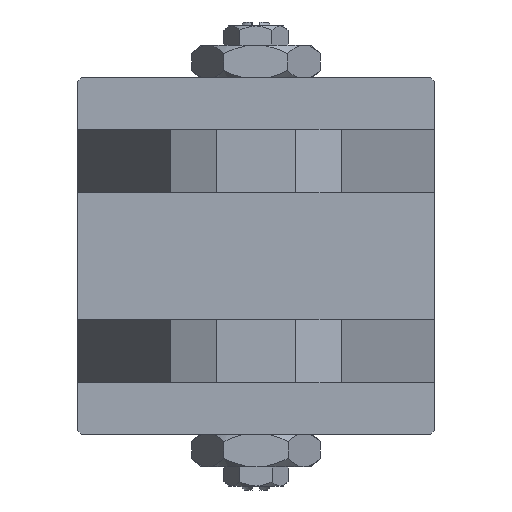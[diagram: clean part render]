
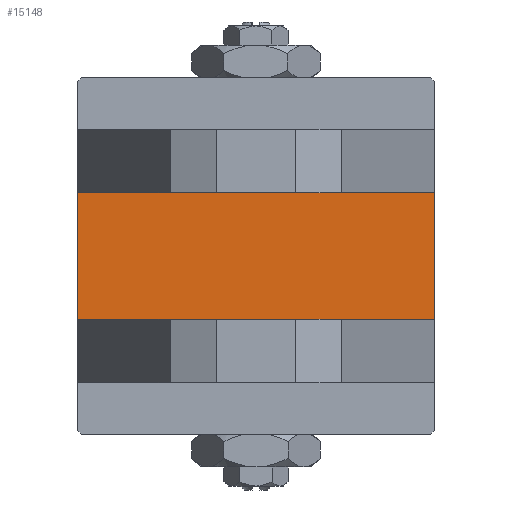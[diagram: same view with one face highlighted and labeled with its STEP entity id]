
A CAD part, left-side view. The second image highlights one B-rep face of the part: STEP entity #15148.
In plain terms, the highlighted planar face has unit normal (-1, 0, 0).
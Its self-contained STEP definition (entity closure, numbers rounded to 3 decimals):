
#432 = VERTEX_POINT ( 'NONE', #42509 ) ;
#987 = VECTOR ( 'NONE', #11546, 1000. ) ;
#1132 = LINE ( 'NONE', #17399, #41655 ) ;
#1909 = PLANE ( 'NONE',  #8814 ) ;
#4102 = EDGE_CURVE ( 'NONE', #16840, #12925, #12331, .T. ) ;
#5578 = CARTESIAN_POINT ( 'NONE',  ( 0., 0., 0. ) ) ;
#7738 = CARTESIAN_POINT ( 'NONE',  ( 0., 22.5, -22.5 ) ) ;
#8814 = AXIS2_PLACEMENT_3D ( 'NONE', #5578, #49943, #21580 ) ;
#11546 = DIRECTION ( 'NONE',  ( 0., 0., -1. ) ) ;
#11925 = ORIENTED_EDGE ( 'NONE', *, *, #19411, .F. ) ;
#12331 = LINE ( 'NONE', #44106, #987 ) ;
#12735 = CARTESIAN_POINT ( 'NONE',  ( 0., -8., -22.5 ) ) ;
#12925 = VERTEX_POINT ( 'NONE', #12735 ) ;
#15148 = ADVANCED_FACE ( 'NONE', ( #29996 ), #1909, .T. ) ;
#15520 = CARTESIAN_POINT ( 'NONE',  ( 0., -8., 22.5 ) ) ;
#16840 = VERTEX_POINT ( 'NONE', #15520 ) ;
#17399 = CARTESIAN_POINT ( 'NONE',  ( 0., 22.5, 22.5 ) ) ;
#19411 = EDGE_CURVE ( 'NONE', #51321, #16840, #1132, .T. ) ;
#20582 = LINE ( 'NONE', #7738, #23338 ) ;
#21580 = DIRECTION ( 'NONE',  ( 0., 0., 1. ) ) ;
#23338 = VECTOR ( 'NONE', #35570, 1000. ) ;
#26763 = VECTOR ( 'NONE', #47735, 1000. ) ;
#27722 = EDGE_CURVE ( 'NONE', #51321, #432, #31199, .T. ) ;
#29996 = FACE_OUTER_BOUND ( 'NONE', #46553, .T. ) ;
#31199 = LINE ( 'NONE', #51395, #26763 ) ;
#33145 = DIRECTION ( 'NONE',  ( 0., -1., 0. ) ) ;
#34852 = ORIENTED_EDGE ( 'NONE', *, *, #27722, .T. ) ;
#35570 = DIRECTION ( 'NONE',  ( 0., -1., 0. ) ) ;
#38186 = ORIENTED_EDGE ( 'NONE', *, *, #46803, .T. ) ;
#39224 = ORIENTED_EDGE ( 'NONE', *, *, #4102, .F. ) ;
#41655 = VECTOR ( 'NONE', #33145, 1000. ) ;
#42509 = CARTESIAN_POINT ( 'NONE',  ( 0., 8., -22.5 ) ) ;
#44106 = CARTESIAN_POINT ( 'NONE',  ( 0., -8., 22.5 ) ) ;
#46553 = EDGE_LOOP ( 'NONE', ( #38186, #39224, #11925, #34852 ) ) ;
#46803 = EDGE_CURVE ( 'NONE', #432, #12925, #20582, .T. ) ;
#47735 = DIRECTION ( 'NONE',  ( 0., 0., -1. ) ) ;
#49627 = CARTESIAN_POINT ( 'NONE',  ( 0., 8., 22.5 ) ) ;
#49943 = DIRECTION ( 'NONE',  ( -1., 0., 0. ) ) ;
#51321 = VERTEX_POINT ( 'NONE', #49627 ) ;
#51395 = CARTESIAN_POINT ( 'NONE',  ( 0., 8., 22.5 ) ) ;
